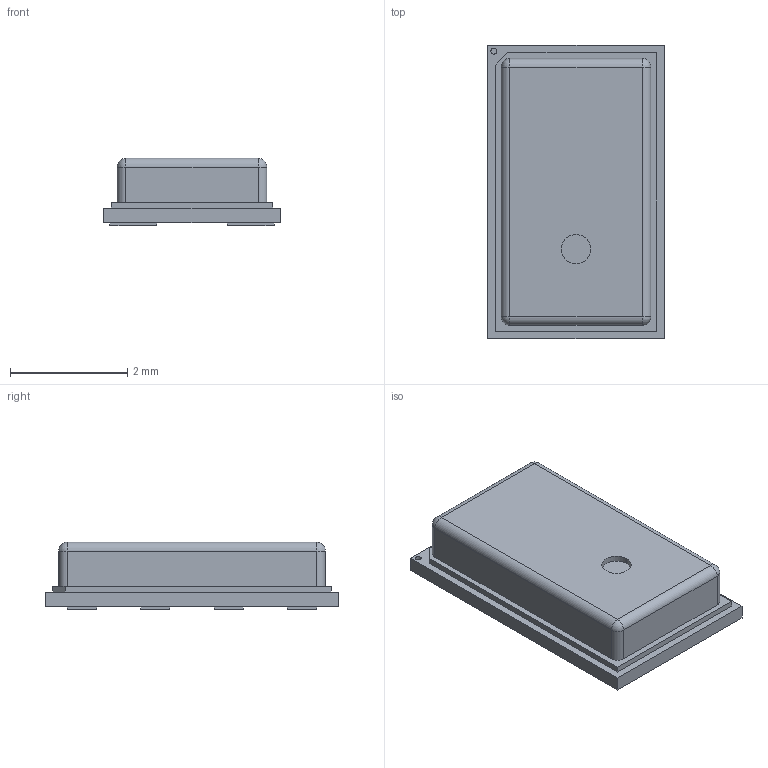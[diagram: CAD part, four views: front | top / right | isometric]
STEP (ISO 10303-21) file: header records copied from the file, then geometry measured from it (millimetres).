
FILE_DESCRIPTION (( 'STEP AP214' ), '1' );
FILE_NAME ('LGA8.STEP', '2015-08-26T17:27:09', ( '' ), ( '' ), 'SwSTEP 2.0', 'SolidWorks 2014', '' );
FILE_SCHEMA (( 'AUTOMOTIVE_DESIGN' ));
Length unit declared in the file: millimetre
Products named in the file (1): LGA8
Bounding box: 3 x 5 x 1.15 mm (x, y, z)
Volume: 13.8 mm3; surface area: 46.3 mm2
Topology: 1 solids, 1 shells, 75 faces, 175 edges, 110 vertices
Faces by surface type: plane 59, cylinder 12, sphere 4
Entity records: 2107 total; most frequent: CARTESIAN_POINT 357, DIRECTION 347, ORIENTED_EDGE 342, EDGE_CURVE 171, VECTOR 147, LINE 147, VERTEX_POINT 110, AXIS2_PLACEMENT_3D 100
